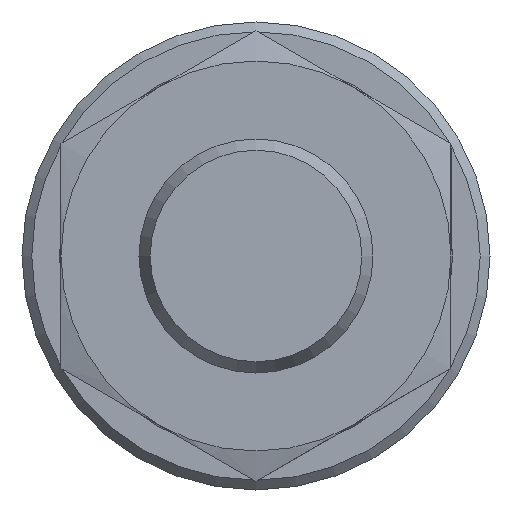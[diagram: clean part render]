
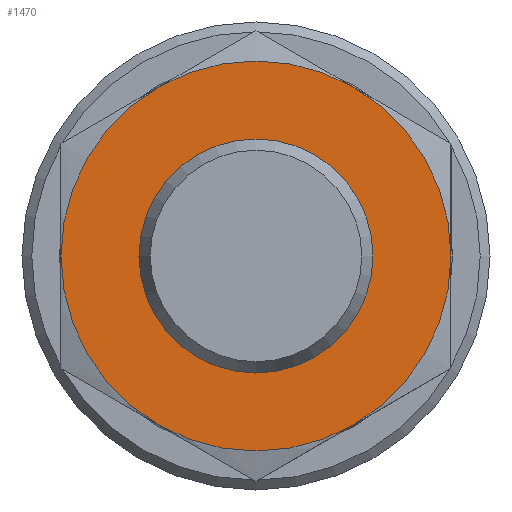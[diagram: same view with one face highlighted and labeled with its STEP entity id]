
A CAD part, left-side view. The second image highlights one B-rep face of the part: STEP entity #1470.
In plain terms, the highlighted planar face has unit normal (-1, 0, 0).
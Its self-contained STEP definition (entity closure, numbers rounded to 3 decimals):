
#258=CIRCLE('',#1602,5.);
#259=CIRCLE('',#1604,2.5);
#322=LINE('',#2120,#1681);
#325=LINE('',#2142,#1684);
#412=VERTEX_POINT('',#2079);
#416=VERTEX_POINT('',#2101);
#420=VERTEX_POINT('',#2119);
#421=VERTEX_POINT('',#2121);
#426=VERTEX_POINT('',#2141);
#427=VERTEX_POINT('',#2143);
#430=VERTEX_POINT('',#2161);
#667=EDGE_CURVE('',#420,#421,#322,.T.);
#674=EDGE_CURVE('',#426,#427,#325,.T.);
#683=EDGE_CURVE('',#427,#412,#258,.T.);
#684=EDGE_CURVE('',#421,#426,#258,.T.);
#685=EDGE_CURVE('',#412,#416,#258,.T.);
#686=EDGE_CURVE('',#430,#430,#259,.T.);
#687=EDGE_CURVE('',#416,#420,#258,.T.);
#998=ORIENTED_EDGE('',*,*,#667,.F.);
#999=ORIENTED_EDGE('',*,*,#687,.F.);
#1000=ORIENTED_EDGE('',*,*,#685,.F.);
#1001=ORIENTED_EDGE('',*,*,#683,.F.);
#1002=ORIENTED_EDGE('',*,*,#674,.F.);
#1003=ORIENTED_EDGE('',*,*,#684,.F.);
#1004=ORIENTED_EDGE('',*,*,#686,.T.);
#1209=EDGE_LOOP('',(#998,#999,#1000,#1001,#1002,#1003));
#1210=EDGE_LOOP('',(#1004));
#1350=FACE_BOUND('',#1209,.T.);
#1351=FACE_BOUND('',#1210,.T.);
#1470=ADVANCED_FACE('',(#1350,#1351),#1727,.T.);
#1602=AXIS2_PLACEMENT_3D('',#2158,#2477,#2478);
#1604=AXIS2_PLACEMENT_3D('',#2160,#2481,#2482);
#1605=AXIS2_PLACEMENT_3D('',#2162,#2483,$);
#1681=VECTOR('',#2462,1.);
#1684=VECTOR('',#2466,1.);
#1727=PLANE('',#1605);
#2079=CARTESIAN_POINT('',(260.059,228.116,0.));
#2101=CARTESIAN_POINT('',(260.059,238.116,0.));
#2119=CARTESIAN_POINT('',(260.059,235.619,4.328));
#2120=CARTESIAN_POINT('',(260.059,237.803,3.067));
#2121=CARTESIAN_POINT('',(260.059,235.613,4.332));
#2141=CARTESIAN_POINT('',(260.059,230.619,4.332));
#2142=CARTESIAN_POINT('',(260.059,232.803,5.593));
#2143=CARTESIAN_POINT('',(260.059,230.613,4.328));
#2158=CARTESIAN_POINT('',(260.059,233.116,0.));
#2160=CARTESIAN_POINT('',(260.059,233.116,0.));
#2161=CARTESIAN_POINT('',(260.059,233.116,2.5));
#2162=CARTESIAN_POINT('',(260.059,235.616,0.));
#2462=DIRECTION('',(0.,-0.866,0.5));
#2466=DIRECTION('',(0.,-0.866,-0.5));
#2477=DIRECTION('',(1.,0.,0.));
#2478=DIRECTION('',(0.,5.,0.));
#2481=DIRECTION('',(1.,0.,0.));
#2482=DIRECTION('',(0.,0.,-2.5));
#2483=DIRECTION('',(-1.,0.,0.));
